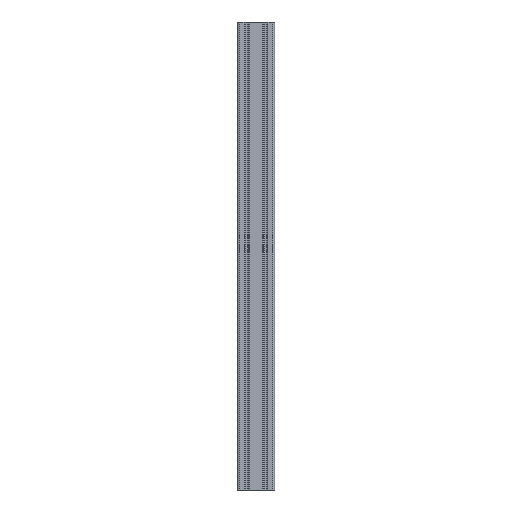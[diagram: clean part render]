
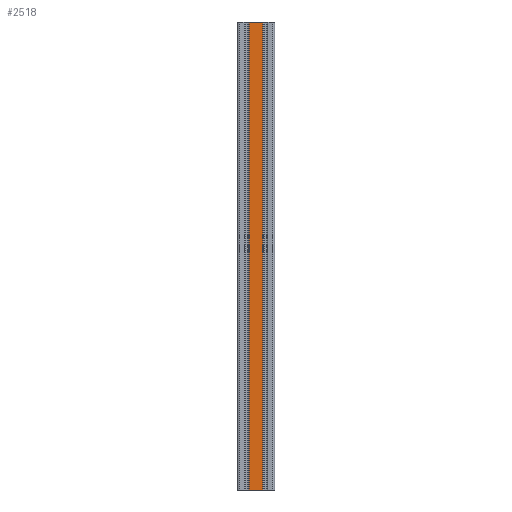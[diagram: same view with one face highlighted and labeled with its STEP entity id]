
A CAD part, front view. The second image highlights one B-rep face of the part: STEP entity #2518.
In plain terms, the highlighted planar face has unit normal (0, -1, 0).
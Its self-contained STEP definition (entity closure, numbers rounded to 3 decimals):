
#39=PLANE('',#2771);
#116=FACE_OUTER_BOUND('',#251,.T.);
#251=EDGE_LOOP('',(#1909,#1910,#1911,#1912));
#556=LINE('',#3919,#790);
#610=LINE('',#4152,#844);
#611=LINE('',#4155,#845);
#612=LINE('',#4156,#846);
#790=VECTOR('',#3104,10.);
#844=VECTOR('',#3312,10.);
#845=VECTOR('',#3315,10.);
#846=VECTOR('',#3316,10.);
#1036=VERTEX_POINT('',#3916);
#1037=VERTEX_POINT('',#3918);
#1139=VERTEX_POINT('',#4150);
#1140=VERTEX_POINT('',#4154);
#1322=EDGE_CURVE('',#1036,#1037,#556,.T.);
#1439=EDGE_CURVE('',#1036,#1139,#610,.T.);
#1440=EDGE_CURVE('',#1140,#1139,#611,.T.);
#1441=EDGE_CURVE('',#1037,#1140,#612,.T.);
#1909=ORIENTED_EDGE('',*,*,#1439,.T.);
#1910=ORIENTED_EDGE('',*,*,#1440,.F.);
#1911=ORIENTED_EDGE('',*,*,#1441,.F.);
#1912=ORIENTED_EDGE('',*,*,#1322,.F.);
#2518=ADVANCED_FACE('',(#116),#39,.T.);
#2771=AXIS2_PLACEMENT_3D('',#4153,#3313,#3314);
#3104=DIRECTION('',(-1.,0.,0.));
#3312=DIRECTION('',(0.,0.,1.));
#3313=DIRECTION('center_axis',(0.,-1.,0.));
#3314=DIRECTION('ref_axis',(1.,0.,0.));
#3315=DIRECTION('',(1.,0.,0.));
#3316=DIRECTION('',(0.,0.,1.));
#3916=CARTESIAN_POINT('',(14.5,-20.,-500.));
#3918=CARTESIAN_POINT('',(-14.5,-20.,-500.));
#3919=CARTESIAN_POINT('',(-14.5,-20.,-500.));
#4150=CARTESIAN_POINT('',(14.5,-20.,500.));
#4152=CARTESIAN_POINT('',(14.5,-20.,0.));
#4153=CARTESIAN_POINT('Origin',(-14.5,-20.,0.));
#4154=CARTESIAN_POINT('',(-14.5,-20.,500.));
#4155=CARTESIAN_POINT('',(-14.5,-20.,500.));
#4156=CARTESIAN_POINT('',(-14.5,-20.,0.));
